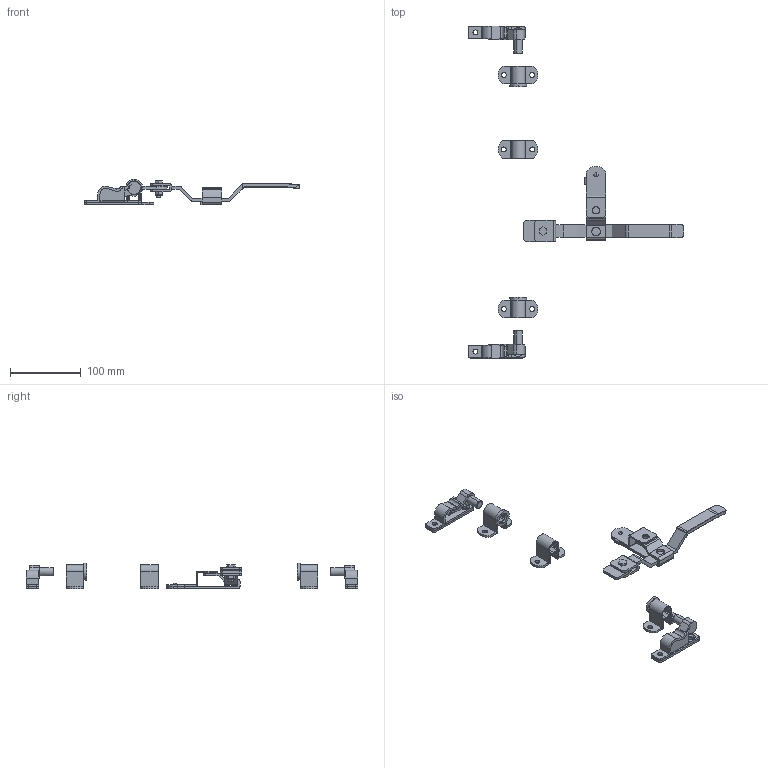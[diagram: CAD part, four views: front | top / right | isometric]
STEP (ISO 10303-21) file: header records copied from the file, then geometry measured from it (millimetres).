
FILE_DESCRIPTION (( 'STEP AP203' ), '1' );
FILE_NAME ('sone3D.STEP', '2014-05-07T05:00:10', ( '' ), ( '' ), 'SwSTEP 2.0', 'SolidWorks 2012', '' );
FILE_SCHEMA (( 'CONFIG_CONTROL_DESIGN' ));
Length unit declared in the file: millimetre
Products named in the file (17): FA-811_儔僢僠庴偗assy_L; FA-811_ラッチ受けカバー; FA-811_ラッチ受け補強板_L; FA-811_ラッチ受けベース; FA-811_リング; FA-811_パイプホルダー; FA-811_僴儞僪儖庴偗assy; FA-811_ハンドル受け押さえ板; FA-811_ハンドル受けベース; FA-811_僴儞僪儖assy; FA-811_ハンドル; FA-811_パイプ駆動板; sone3D; FA-811_ラッチ_R; FA-811_ラッチ_L; FA-811_儔僢僠庴偗assy_R; FA-811_ラッチ受け補強板_R
Assembly tree (21 placements, depth 3):
  sone3D
    FA-811_僴儞僪儖assy
      FA-811_パイプ駆動板
      FA-811_ハンドル
    FA-811_僴儞僪儖庴偗assy
      FA-811_ハンドル受けベース
      FA-811_ハンドル受け押さえ板
    FA-811_パイプホルダー  x3
    FA-811_リング  x2
    FA-811_儔僢僠庴偗assy_L
      FA-811_ラッチ受けベース
      FA-811_ラッチ受け補強板_L
      FA-811_ラッチ受けカバー
    FA-811_儔僢僠庴偗assy_R
      FA-811_ラッチ受けベース
      FA-811_ラッチ受け補強板_R
      FA-811_ラッチ受けカバー
    FA-811_ラッチ_L
    FA-811_ラッチ_R
Bounding box: 303.5 x 468 x 36 mm (x, y, z)
Volume: 115164.2 mm3; surface area: 88124 mm2
Topology: 17 solids, 17 shells, 481 faces, 1266 edges, 825 vertices
Faces by surface type: plane 233, cylinder 220, cone 14, torus 12, sphere 2
Entity records: 13544 total; most frequent: CARTESIAN_POINT 2190, DIRECTION 2069, ORIENTED_EDGE 1914, EDGE_CURVE 957, AXIS2_PLACEMENT_3D 734, VERTEX_POINT 619, LINE 601, VECTOR 601
